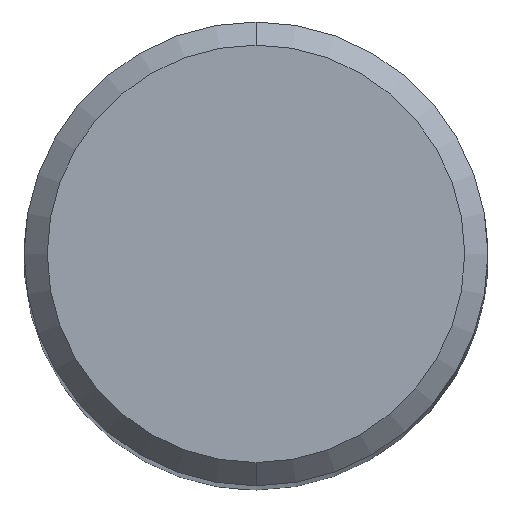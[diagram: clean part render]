
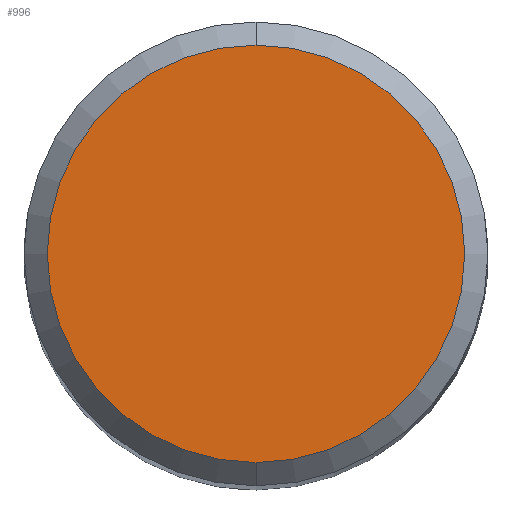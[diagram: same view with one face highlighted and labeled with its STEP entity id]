
A CAD part, top view. The second image highlights one B-rep face of the part: STEP entity #996.
In plain terms, the highlighted planar face has unit normal (0, 0, 1).
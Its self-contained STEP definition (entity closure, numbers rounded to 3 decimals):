
#582=VERTEX_POINT('',#1336);
#818=EDGE_CURVE('',#890,#582,#1593,.T.);
#890=VERTEX_POINT('',#1671);
#930=EDGE_CURVE('',#582,#890,#1714,.T.);
#996=ADVANCED_FACE('',(#1786),#1787,.T.);
#1336=CARTESIAN_POINT('',(0.0,3.6,0.0));
#1593=CIRCLE('',#4054,3.6);
#1671=CARTESIAN_POINT('',(0.,-3.6,0.0));
#1714=CIRCLE('',#4591,3.6);
#1786=FACE_OUTER_BOUND('',#4799,.T.);
#1787=PLANE('',#4800);
#4054=AXIS2_PLACEMENT_3D('',#5837,#5838,#5839);
#4591=AXIS2_PLACEMENT_3D('',#5990,#5991,#5992);
#4799=EDGE_LOOP('',(#6058,#6059));
#4800=AXIS2_PLACEMENT_3D('',#6060,#6061,#6062);
#5837=CARTESIAN_POINT('',(0.0,0.0,0.0));
#5838=DIRECTION('',(0.0,0.0,-1.0));
#5839=DIRECTION('',(0.0,1.0,0.0));
#5990=CARTESIAN_POINT('',(0.0,0.0,0.0));
#5991=DIRECTION('',(0.0,0.0,-1.0));
#5992=DIRECTION('',(0.0,1.0,0.0));
#6058=ORIENTED_EDGE('',*,*,#930,.F.);
#6059=ORIENTED_EDGE('',*,*,#818,.F.);
#6060=CARTESIAN_POINT('',(0.0,1.8,0.0));
#6061=DIRECTION('',(-0.0,0.0,1.0));
#6062=DIRECTION('',(0.0,-1.0,0.0));
